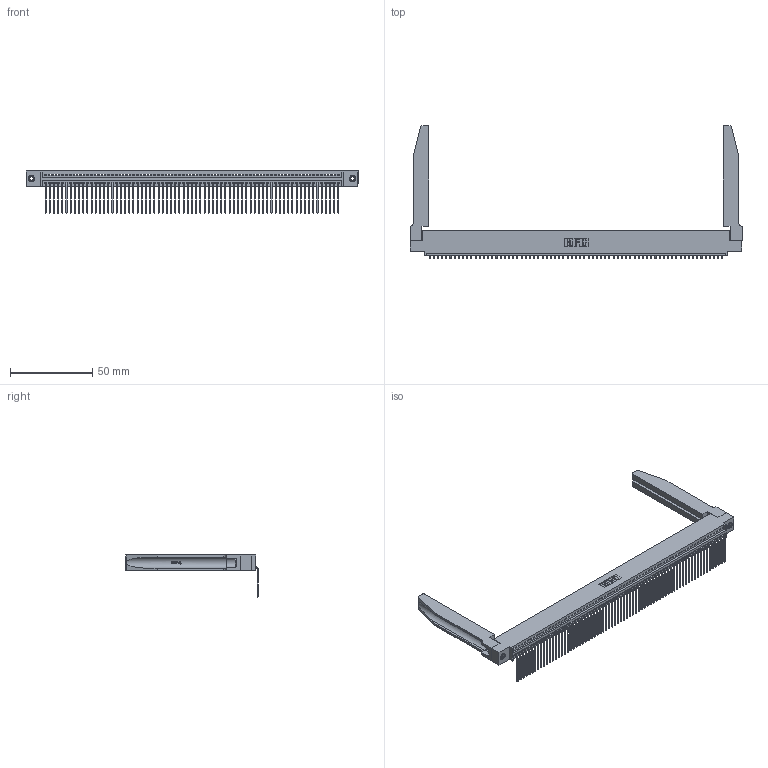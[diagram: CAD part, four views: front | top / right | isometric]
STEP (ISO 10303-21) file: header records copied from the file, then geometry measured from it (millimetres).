
FILE_DESCRIPTION (( 'STEP AP203' ), '1' );
FILE_NAME ('345-071-559-478.STEP', '2019-10-13T01:25:56', ( '' ), ( '' ), 'SwSTEP 2.0', 'SolidWorks 2016', '' );
FILE_SCHEMA (( 'CONFIG_CONTROL_DESIGN' ));
Length unit declared in the file: inch
Products named in the file (5): 345-292-001_558 559 Tail - 1; 345 Part_0.110 Offset - 0.156 Dia-TH; 345-220-078_345-220-078; 345-071-559-478; 345-250-001_345-250-001-102
Assembly tree (76 placements, depth 2):
  345-071-559-478
    345 Part_0.110 Offset - 0.156 Dia-TH
    345-292-001_558 559 Tail - 1  x71
    345-250-001_345-250-001-102  x2
    345-220-078_345-220-078  x2
Bounding box: 201.57 x 80.51 x 25.53 mm (x, y, z)
Volume: 27317 mm3; surface area: 34687.2 mm2
Topology: 76 solids, 76 shells, 4624 faces, 13883 edges, 9150 vertices
Faces by surface type: plane 3208, cylinder 1364, bspline 36, cone 12, torus 4
Entity records: 54488 total; most frequent: CARTESIAN_POINT 10336, ORIENTED_EDGE 9238, DIRECTION 7991, EDGE_CURVE 4619, VECTOR 4109, LINE 4109, VERTEX_POINT 3072, AXIS2_PLACEMENT_3D 1941
